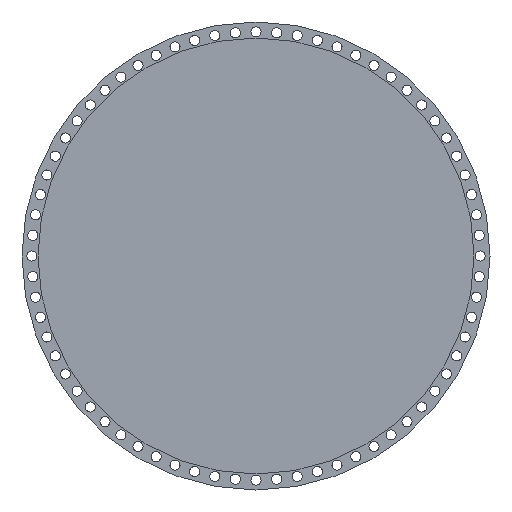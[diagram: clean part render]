
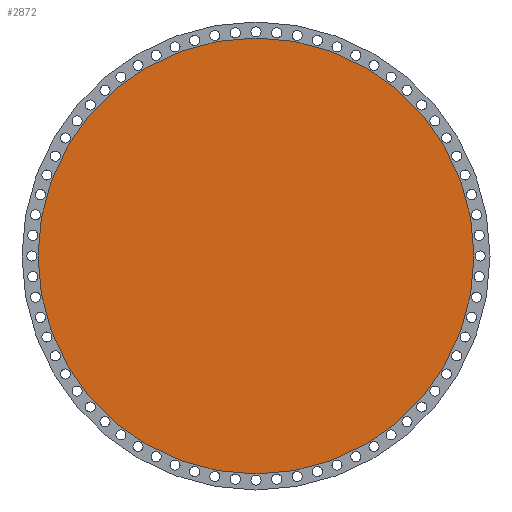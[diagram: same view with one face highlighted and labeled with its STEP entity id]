
A CAD part, left-side view. The second image highlights one B-rep face of the part: STEP entity #2872.
In plain terms, the highlighted planar face has unit normal (-1, 0, 0).
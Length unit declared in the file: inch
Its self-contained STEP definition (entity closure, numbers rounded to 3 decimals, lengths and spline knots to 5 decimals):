
#42 = DIRECTION ( 'NONE',  ( -1., 0., 0. ) ) ;
#451 = ORIENTED_EDGE ( 'NONE', *, *, #3566, .T. ) ;
#498 = CARTESIAN_POINT ( 'NONE',  ( 0., 0., -52.75 ) ) ;
#605 = EDGE_LOOP ( 'NONE', ( #451, #4106 ) ) ;
#801 = EDGE_CURVE ( 'NONE', #2534, #4524, #1694, .T. ) ;
#959 = AXIS2_PLACEMENT_3D ( 'NONE', #4005, #3169, #2707 ) ;
#1098 = CARTESIAN_POINT ( 'NONE',  ( 0., 0., 52.75 ) ) ;
#1221 = CARTESIAN_POINT ( 'NONE',  ( 0., 0., 0. ) ) ;
#1231 = CARTESIAN_POINT ( 'NONE',  ( 0., 0., 0. ) ) ;
#1550 = AXIS2_PLACEMENT_3D ( 'NONE', #1221, #42, #2858 ) ;
#1694 = CIRCLE ( 'NONE', #3152, 52.75 ) ;
#2534 = VERTEX_POINT ( 'NONE', #498 ) ;
#2707 = DIRECTION ( 'NONE',  ( 0., 0., 1. ) ) ;
#2858 = DIRECTION ( 'NONE',  ( 0., 0., 1. ) ) ;
#2867 = DIRECTION ( 'NONE',  ( -1., 0., 0. ) ) ;
#2872 = ADVANCED_FACE ( 'NONE', ( #5273 ), #4874, .T. ) ;
#3152 = AXIS2_PLACEMENT_3D ( 'NONE', #1231, #2867, #4473 ) ;
#3169 = DIRECTION ( 'NONE',  ( -1., 0., 0. ) ) ;
#3566 = EDGE_CURVE ( 'NONE', #4524, #2534, #4883, .T. ) ;
#4005 = CARTESIAN_POINT ( 'NONE',  ( 0., 0., 0. ) ) ;
#4106 = ORIENTED_EDGE ( 'NONE', *, *, #801, .T. ) ;
#4473 = DIRECTION ( 'NONE',  ( 0., 0., 1. ) ) ;
#4524 = VERTEX_POINT ( 'NONE', #1098 ) ;
#4874 = PLANE ( 'NONE',  #1550 ) ;
#4883 = CIRCLE ( 'NONE', #959, 52.75 ) ;
#5273 = FACE_OUTER_BOUND ( 'NONE', #605, .T. ) ;
